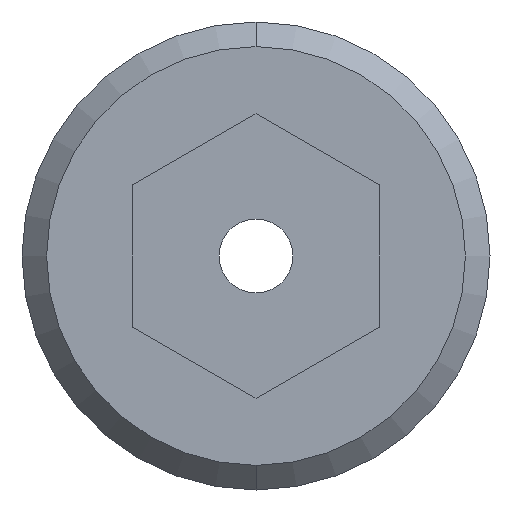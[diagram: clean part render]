
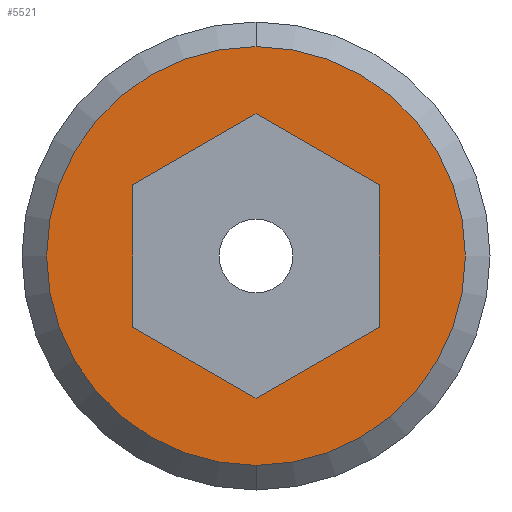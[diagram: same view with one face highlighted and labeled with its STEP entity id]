
A CAD part, left-side view. The second image highlights one B-rep face of the part: STEP entity #5521.
In plain terms, the highlighted planar face has unit normal (-1, 0, 0).
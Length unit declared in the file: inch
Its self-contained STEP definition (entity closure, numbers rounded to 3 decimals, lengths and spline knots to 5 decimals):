
#2513=CARTESIAN_POINT('',(-0.162,0.,0.));
#2514=DIRECTION('',(-1.,0.,0.));
#2515=DIRECTION('',(0.,1.,0.));
#2516=AXIS2_PLACEMENT_3D('',#2513,#2514,#2515);
#2531=DIRECTION('',(0.,0.5,0.866));
#2532=VECTOR('',#2531,0.08083);
#2533=CARTESIAN_POINT('',(-0.162,0.04041,-0.07));
#2534=LINE('',#2533,#2532);
#2535=DIRECTION('',(0.,1.,0.));
#2536=VECTOR('',#2535,0.08083);
#2537=CARTESIAN_POINT('',(-0.162,-0.04041,-0.07));
#2538=LINE('',#2537,#2536);
#2539=DIRECTION('',(0.,0.5,-0.866));
#2540=VECTOR('',#2539,0.08083);
#2541=CARTESIAN_POINT('',(-0.162,-0.08083,0.));
#2542=LINE('',#2541,#2540);
#2543=DIRECTION('',(0.,-0.5,-0.866));
#2544=VECTOR('',#2543,0.08083);
#2545=CARTESIAN_POINT('',(-0.162,-0.04041,0.07));
#2546=LINE('',#2545,#2544);
#2547=DIRECTION('',(0.,-1.,0.));
#2548=VECTOR('',#2547,0.08083);
#2549=CARTESIAN_POINT('',(-0.162,0.04041,0.07));
#2550=LINE('',#2549,#2548);
#2551=DIRECTION('',(0.,-0.5,0.866));
#2552=VECTOR('',#2551,0.08083);
#2553=CARTESIAN_POINT('',(-0.162,0.08083,0.));
#2554=LINE('',#2553,#2552);
#2555=CARTESIAN_POINT('',(-0.162,0.,0.));
#2556=DIRECTION('',(1.,0.,0.));
#2557=DIRECTION('',(0.,1.,0.));
#2558=AXIS2_PLACEMENT_3D('',#2555,#2556,#2557);
#2727=CARTESIAN_POINT('',(-0.162,0.119,0.));
#2728=CARTESIAN_POINT('',(-0.162,-0.119,0.));
#2729=VERTEX_POINT('',#2727);
#2730=VERTEX_POINT('',#2728);
#2747=CARTESIAN_POINT('',(-0.162,0.04041,-0.07));
#2748=CARTESIAN_POINT('',(-0.162,0.08083,0.));
#2749=VERTEX_POINT('',#2747);
#2750=VERTEX_POINT('',#2748);
#2751=CARTESIAN_POINT('',(-0.162,-0.04041,-0.07));
#2752=VERTEX_POINT('',#2751);
#2753=CARTESIAN_POINT('',(-0.162,-0.08083,0.));
#2754=VERTEX_POINT('',#2753);
#2755=CARTESIAN_POINT('',(-0.162,-0.04041,0.07));
#2756=VERTEX_POINT('',#2755);
#2757=CARTESIAN_POINT('',(-0.162,0.04041,0.07));
#2758=VERTEX_POINT('',#2757);
#5497=CARTESIAN_POINT('',(-0.162,0.,0.));
#5498=DIRECTION('',(1.,0.,0.));
#5499=DIRECTION('',(0.,-1.,0.));
#5500=AXIS2_PLACEMENT_3D('',#5497,#5498,#5499);
#5501=PLANE('',#5500);
#5502=ORIENTED_EDGE('',*,*,#5487,.F.);
#5504=ORIENTED_EDGE('',*,*,#5503,.T.);
#5505=EDGE_LOOP('',(#5502,#5504));
#5506=FACE_OUTER_BOUND('',#5505,.F.);
#5508=ORIENTED_EDGE('',*,*,#5507,.F.);
#5510=ORIENTED_EDGE('',*,*,#5509,.F.);
#5512=ORIENTED_EDGE('',*,*,#5511,.F.);
#5514=ORIENTED_EDGE('',*,*,#5513,.F.);
#5516=ORIENTED_EDGE('',*,*,#5515,.F.);
#5518=ORIENTED_EDGE('',*,*,#5517,.F.);
#5519=EDGE_LOOP('',(#5508,#5510,#5512,#5514,#5516,#5518));
#5520=FACE_BOUND('',#5519,.F.);
#2517=CIRCLE('',#2516,0.119);
#2559=CIRCLE('',#2558,0.119);
#5487=EDGE_CURVE('',#2729,#2730,#2517,.T.);
#5503=EDGE_CURVE('',#2729,#2730,#2559,.T.);
#5507=EDGE_CURVE('',#2749,#2750,#2534,.T.);
#5509=EDGE_CURVE('',#2752,#2749,#2538,.T.);
#5511=EDGE_CURVE('',#2754,#2752,#2542,.T.);
#5513=EDGE_CURVE('',#2756,#2754,#2546,.T.);
#5515=EDGE_CURVE('',#2758,#2756,#2550,.T.);
#5517=EDGE_CURVE('',#2750,#2758,#2554,.T.);
#5521=ADVANCED_FACE('',(#5506,#5520),#5501,.F.);
